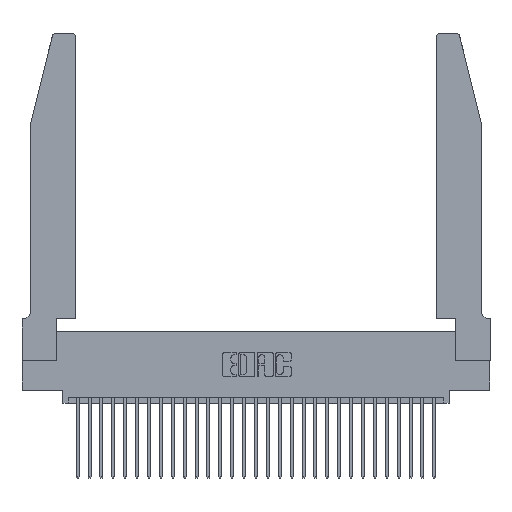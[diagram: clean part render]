
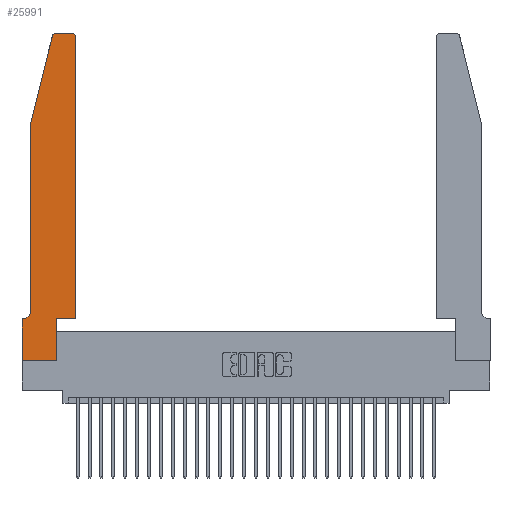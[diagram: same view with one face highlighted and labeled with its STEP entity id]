
A CAD part, top view. The second image highlights one B-rep face of the part: STEP entity #25991.
In plain terms, the highlighted planar face has unit normal (0, 0, 1).
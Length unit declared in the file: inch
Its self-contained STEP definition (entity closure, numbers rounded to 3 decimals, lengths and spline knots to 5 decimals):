
#151 = CIRCLE ( 'NONE', #16845, 0.03 ) ;
#266 = EDGE_CURVE ( 'NONE', #16938, #20479, #26688, .T. ) ;
#555 = VERTEX_POINT ( 'NONE', #21867 ) ;
#1057 = CARTESIAN_POINT ( 'NONE',  ( 0.0755, 2., 0.37 ) ) ;
#1211 = CIRCLE ( 'NONE', #26854, 0.07 ) ;
#1695 = ORIENTED_EDGE ( 'NONE', *, *, #28551, .T. ) ;
#1852 = DIRECTION ( 'NONE',  ( 0., 0., 1. ) ) ;
#1882 = VECTOR ( 'NONE', #28150, 39.37008 ) ;
#2573 = CARTESIAN_POINT ( 'NONE',  ( 0., 0.35, 0.37 ) ) ;
#3261 = VERTEX_POINT ( 'NONE', #4968 ) ;
#3493 = VERTEX_POINT ( 'NONE', #8783 ) ;
#3651 = FACE_OUTER_BOUND ( 'NONE', #23424, .T. ) ;
#3674 = CARTESIAN_POINT ( 'NONE',  ( 0., 0., 0.37 ) ) ;
#3854 = ORIENTED_EDGE ( 'NONE', *, *, #9841, .T. ) ;
#4029 = DIRECTION ( 'NONE',  ( -1., 0., 0. ) ) ;
#4132 = PLANE ( 'NONE',  #29154 ) ;
#4166 = DIRECTION ( 'NONE',  ( 1., 0., 0. ) ) ;
#4168 = DIRECTION ( 'NONE',  ( 1., 0., 0. ) ) ;
#4269 = LINE ( 'NONE', #27524, #4661 ) ;
#4310 = CARTESIAN_POINT ( 'NONE',  ( 0.0055, 0.42, 0.37 ) ) ;
#4661 = VECTOR ( 'NONE', #25952, 39.37008 ) ;
#4968 = CARTESIAN_POINT ( 'NONE',  ( 0.4505, 2.72, 0.37 ) ) ;
#5143 = VERTEX_POINT ( 'NONE', #17089 ) ;
#6449 = CARTESIAN_POINT ( 'NONE',  ( 0.0055, 0.35, 0.37 ) ) ;
#6600 = CARTESIAN_POINT ( 'NONE',  ( 0.4505, 0.35, 0.37 ) ) ;
#6807 = DIRECTION ( 'NONE',  ( 0., 0., -1. ) ) ;
#7026 = CARTESIAN_POINT ( 'NONE',  ( 0.0755, 0.35, 0.37 ) ) ;
#7240 = EDGE_CURVE ( 'NONE', #8295, #20180, #4269, .T. ) ;
#7298 = CARTESIAN_POINT ( 'NONE',  ( 0.0755, 2., 0.37 ) ) ;
#7408 = VECTOR ( 'NONE', #25794, 39.37008 ) ;
#7571 = CARTESIAN_POINT ( 'NONE',  ( 0.4505, 0.35, 0.37 ) ) ;
#7755 = DIRECTION ( 'NONE',  ( 1., 0., 0. ) ) ;
#8295 = VERTEX_POINT ( 'NONE', #26569 ) ;
#8608 = VECTOR ( 'NONE', #9924, 39.37008 ) ;
#8783 = CARTESIAN_POINT ( 'NONE',  ( 0.25487, 2.72718, 0.37 ) ) ;
#8914 = LINE ( 'NONE', #15025, #13743 ) ;
#9022 = DIRECTION ( 'NONE',  ( 1., 0., 0. ) ) ;
#9099 = EDGE_CURVE ( 'NONE', #15811, #555, #14514, .T. ) ;
#9151 = VERTEX_POINT ( 'NONE', #1057 ) ;
#9317 = LINE ( 'NONE', #12514, #8608 ) ;
#9323 = LINE ( 'NONE', #3674, #26732 ) ;
#9841 = EDGE_CURVE ( 'NONE', #22397, #16938, #27058, .T. ) ;
#9924 = DIRECTION ( 'NONE',  ( 0., -1., 0. ) ) ;
#10150 = CARTESIAN_POINT ( 'NONE',  ( 0., 0., 0.37 ) ) ;
#11000 = VECTOR ( 'NONE', #18415, 39.37008 ) ;
#11107 = ORIENTED_EDGE ( 'NONE', *, *, #9099, .T. ) ;
#12274 = ORIENTED_EDGE ( 'NONE', *, *, #29990, .T. ) ;
#12514 = CARTESIAN_POINT ( 'NONE',  ( 0.0755, 2., 0.37 ) ) ;
#12954 = DIRECTION ( 'NONE',  ( 0., 0., 1. ) ) ;
#13180 = CARTESIAN_POINT ( 'NONE',  ( 0.284, 2.72, 0.37 ) ) ;
#13482 = EDGE_CURVE ( 'NONE', #20479, #8295, #9323, .T. ) ;
#13658 = CIRCLE ( 'NONE', #27983, 0.03 ) ;
#13743 = VECTOR ( 'NONE', #7755, 39.37008 ) ;
#13821 = CARTESIAN_POINT ( 'NONE',  ( 0.4205, 2.72, 0.37 ) ) ;
#14054 = DIRECTION ( 'NONE',  ( -0.239, -0.971, 0. ) ) ;
#14514 = LINE ( 'NONE', #18869, #1882 ) ;
#14685 = ORIENTED_EDGE ( 'NONE', *, *, #15640, .T. ) ;
#15025 = CARTESIAN_POINT ( 'NONE',  ( 0.4505, 0.35, 0.37 ) ) ;
#15278 = LINE ( 'NONE', #7298, #20465 ) ;
#15640 = EDGE_CURVE ( 'NONE', #555, #3493, #13658, .T. ) ;
#15656 = DIRECTION ( 'NONE',  ( 0., 0., 1. ) ) ;
#15811 = VERTEX_POINT ( 'NONE', #24253 ) ;
#15833 = LINE ( 'NONE', #6600, #11000 ) ;
#16710 = VECTOR ( 'NONE', #4029, 39.37008 ) ;
#16845 = AXIS2_PLACEMENT_3D ( 'NONE', #13821, #1852, #9022 ) ;
#16938 = VERTEX_POINT ( 'NONE', #2573 ) ;
#17089 = CARTESIAN_POINT ( 'NONE',  ( 0.0755, 0.42, 0.37 ) ) ;
#17321 = ORIENTED_EDGE ( 'NONE', *, *, #27219, .T. ) ;
#17973 = ORIENTED_EDGE ( 'NONE', *, *, #266, .T. ) ;
#18415 = DIRECTION ( 'NONE',  ( 0., 1., 0. ) ) ;
#18629 = EDGE_CURVE ( 'NONE', #9151, #5143, #9317, .T. ) ;
#18869 = CARTESIAN_POINT ( 'NONE',  ( 0.2605, 2.75, 0.37 ) ) ;
#19181 = EDGE_CURVE ( 'NONE', #20180, #20115, #8914, .T. ) ;
#20115 = VERTEX_POINT ( 'NONE', #7571 ) ;
#20155 = ORIENTED_EDGE ( 'NONE', *, *, #21364, .T. ) ;
#20180 = VERTEX_POINT ( 'NONE', #24254 ) ;
#20465 = VECTOR ( 'NONE', #14054, 39.37008 ) ;
#20479 = VERTEX_POINT ( 'NONE', #27623 ) ;
#21364 = EDGE_CURVE ( 'NONE', #20115, #3261, #15833, .T. ) ;
#21867 = CARTESIAN_POINT ( 'NONE',  ( 0.284, 2.75, 0.37 ) ) ;
#22397 = VERTEX_POINT ( 'NONE', #6449 ) ;
#23184 = ORIENTED_EDGE ( 'NONE', *, *, #13482, .T. ) ;
#23424 = EDGE_LOOP ( 'NONE', ( #11107, #14685, #12274, #29386, #1695, #3854, #17973, #23184, #28970, #30464, #20155, #17321 ) ) ;
#24253 = CARTESIAN_POINT ( 'NONE',  ( 0.4205, 2.75, 0.37 ) ) ;
#24254 = CARTESIAN_POINT ( 'NONE',  ( 0.2865, 0.35, 0.37 ) ) ;
#25187 = CARTESIAN_POINT ( 'NONE',  ( 0., 0.35, 0.37 ) ) ;
#25794 = DIRECTION ( 'NONE',  ( 0., -1., 0. ) ) ;
#25952 = DIRECTION ( 'NONE',  ( 0., 1., 0. ) ) ;
#25991 = ADVANCED_FACE ( 'NONE', ( #3651 ), #4132, .T. ) ;
#26569 = CARTESIAN_POINT ( 'NONE',  ( 0.2865, 0., 0.37 ) ) ;
#26688 = LINE ( 'NONE', #10150, #7408 ) ;
#26732 = VECTOR ( 'NONE', #4166, 39.37008 ) ;
#26854 = AXIS2_PLACEMENT_3D ( 'NONE', #4310, #6807, #30225 ) ;
#27058 = LINE ( 'NONE', #7026, #16710 ) ;
#27219 = EDGE_CURVE ( 'NONE', #3261, #15811, #151, .T. ) ;
#27524 = CARTESIAN_POINT ( 'NONE',  ( 0.2865, 0.35, 0.37 ) ) ;
#27623 = CARTESIAN_POINT ( 'NONE',  ( 0., 0., 0.37 ) ) ;
#27983 = AXIS2_PLACEMENT_3D ( 'NONE', #13180, #12954, #4168 ) ;
#28150 = DIRECTION ( 'NONE',  ( -1., 0., 0. ) ) ;
#28551 = EDGE_CURVE ( 'NONE', #5143, #22397, #1211, .T. ) ;
#28970 = ORIENTED_EDGE ( 'NONE', *, *, #7240, .T. ) ;
#29154 = AXIS2_PLACEMENT_3D ( 'NONE', #25187, #15656, #30160 ) ;
#29386 = ORIENTED_EDGE ( 'NONE', *, *, #18629, .T. ) ;
#29990 = EDGE_CURVE ( 'NONE', #3493, #9151, #15278, .T. ) ;
#30160 = DIRECTION ( 'NONE',  ( 1., 0., 0. ) ) ;
#30225 = DIRECTION ( 'NONE',  ( -1., 0., 0. ) ) ;
#30464 = ORIENTED_EDGE ( 'NONE', *, *, #19181, .T. ) ;
